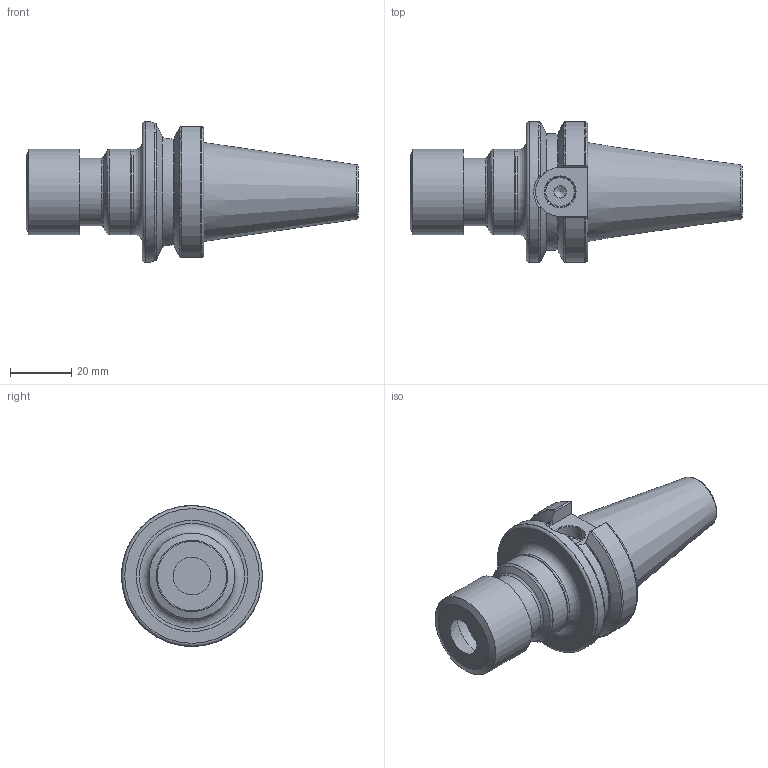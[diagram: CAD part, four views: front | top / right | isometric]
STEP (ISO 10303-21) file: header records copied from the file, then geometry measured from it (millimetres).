
FILE_DESCRIPTION(/* description */ (''),/* implementation_level */ '2;1');
FILE_NAME(/* name */ 'ABT30-ER-16-060.stp',/* time_stamp */ '2024-12-19T08:40:55+03:00',/* author */ (''),/* organization */ (''),/* preprocessor_version */ 'ST-DEVELOPER v19.4',/* originating_system */ 'SIEMENS PLM Software NX2306.3001',/* authorisation */ '');
FILE_SCHEMA (('AUTOMOTIVE_DESIGN { 1 0 10303 214 3 1 1 1 }'));
Length unit declared in the file: millimetre
Products named in the file (1): ABT30-ER-16-060-LIGHT_objects
Bounding box: 108.4 x 46 x 46 mm (x, y, z)
Volume: 71672.4 mm3; surface area: 14482.7 mm2
Topology: 1 solids, 1 shells, 74 faces, 186 edges, 119 vertices
Faces by surface type: plane 21, cone 18, torus 18, cylinder 15, bspline 2
Full cylindrical faces by diameter (mm): 4 x1, 10 x1, 20 x1, 20.5 x1, 22 x1, 27.8 x1, 28 x2, 46 x1
Entity records: 2432 total; most frequent: CARTESIAN_POINT 853, DIRECTION 302, ORIENTED_EDGE 296, EDGE_CURVE 148, AXIS2_PLACEMENT_3D 136, VERTEX_POINT 111, EDGE_LOOP 108, ADVANCED_FACE 74
